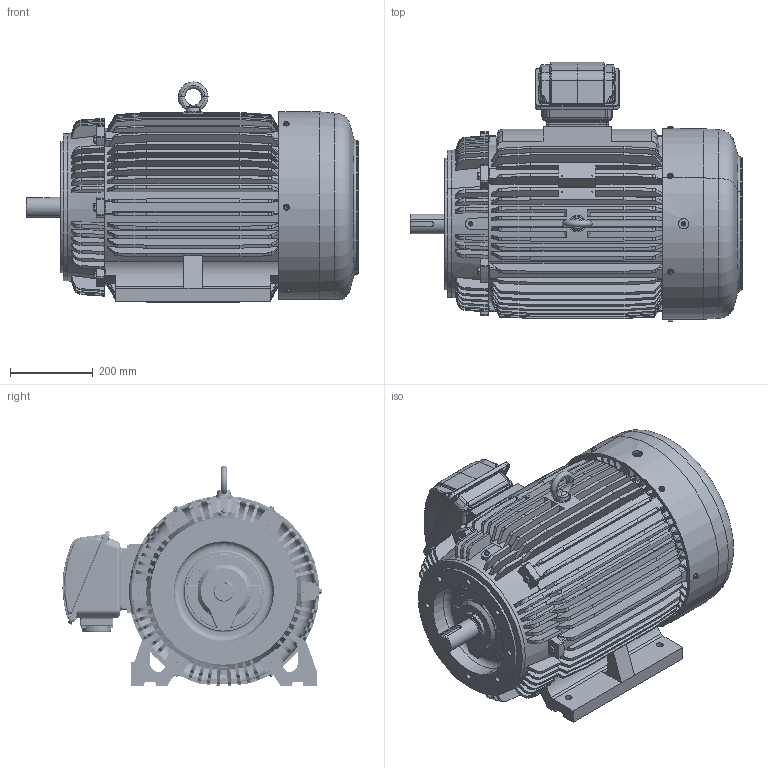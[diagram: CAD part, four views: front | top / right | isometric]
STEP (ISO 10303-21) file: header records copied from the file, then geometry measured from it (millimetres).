
FILE_DESCRIPTION(('CATIA V5 STEP Exchange'),'2;1');
FILE_NAME('365TS-HV-CF_AllCATPart.stp','2012-08-30T02:28:44+00:00',('none'),('none'),'CATIA Version 5 Release 19 SP 9 (IN-10)','CATIA V5 STEP AP203','none');
FILE_SCHEMA(('CONFIG_CONTROL_DESIGN'));
Products named in the file (1): 365TS-HV-CF_AllCATPart
Bounding box: 801.67 x 625.76 x 531.28 mm (x, y, z)
Volume: 30026360.8 mm3; surface area: 5384219.5 mm2
Topology: 48 solids, 48 shells, 4278 faces, 11493 edges, 7430 vertices
Faces by surface type: plane 1465, cylinder 1023, torus 813, cone 700, bspline 225, sphere 44, revolution 8
Entity records: 157820 total; most frequent: CARTESIAN_POINT 67122, ORIENTED_EDGE 22882, DIRECTION 11728, EDGE_CURVE 11441, VERTEX_POINT 7430, AXIS2_PLACEMENT_3D 6161, EDGE_LOOP 4693, ADVANCED_FACE 4278
